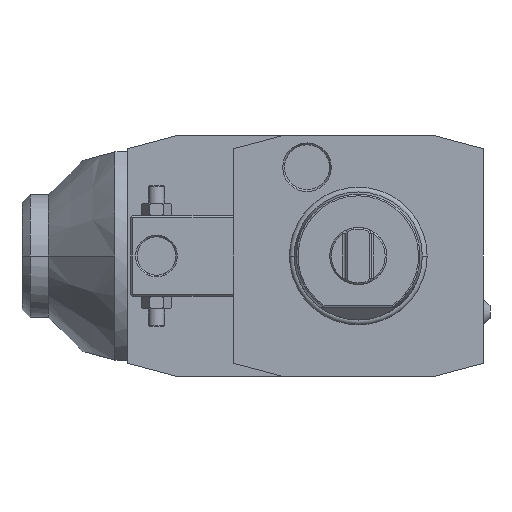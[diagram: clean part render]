
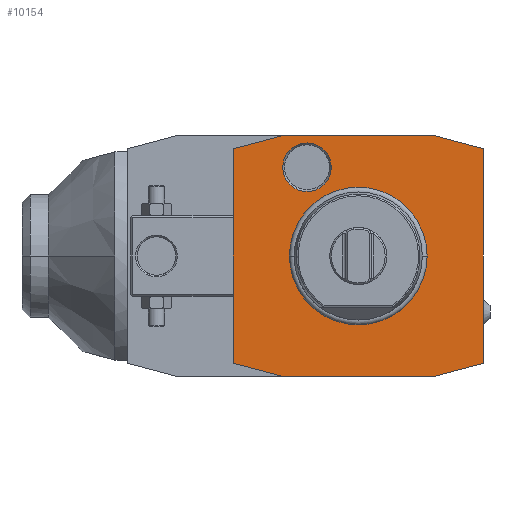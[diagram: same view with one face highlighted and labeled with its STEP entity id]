
A CAD part, front view. The second image highlights one B-rep face of the part: STEP entity #10154.
In plain terms, the highlighted planar face has unit normal (0, -1, 0).
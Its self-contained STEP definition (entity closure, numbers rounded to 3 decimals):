
#1=DIRECTION('',(0.966,0.,0.259));
#2=VECTOR('',#1,15.529);
#3=CARTESIAN_POINT('',(24.,0.,-37.5));
#4=LINE('',#3,#2);
#5=DIRECTION('',(1.,0.,0.));
#6=VECTOR('',#5,48.);
#7=CARTESIAN_POINT('',(-24.,0.,-37.5));
#8=LINE('',#7,#6);
#9=DIRECTION('',(0.966,0.,-0.259));
#10=VECTOR('',#9,15.529);
#11=CARTESIAN_POINT('',(-39.,0.,-33.481));
#12=LINE('',#11,#10);
#13=DIRECTION('',(0.,0.,-1.));
#14=VECTOR('',#13,66.962);
#15=CARTESIAN_POINT('',(-39.,0.,33.481));
#16=LINE('',#15,#14);
#17=DIRECTION('',(-0.966,0.,-0.259));
#18=VECTOR('',#17,15.529);
#19=CARTESIAN_POINT('',(-24.,0.,37.5));
#20=LINE('',#19,#18);
#21=DIRECTION('',(-1.,0.,0.));
#22=VECTOR('',#21,48.);
#23=CARTESIAN_POINT('',(24.,0.,37.5));
#24=LINE('',#23,#22);
#25=DIRECTION('',(-0.966,0.,0.259));
#26=VECTOR('',#25,15.529);
#27=CARTESIAN_POINT('',(39.,0.,33.481));
#28=LINE('',#27,#26);
#29=DIRECTION('',(0.,0.,1.));
#30=VECTOR('',#29,66.962);
#31=CARTESIAN_POINT('',(39.,0.,-33.481));
#32=LINE('',#31,#30);
#33=CARTESIAN_POINT('',(-16.,0.,27.713));
#34=DIRECTION('',(0.,1.,0.));
#35=DIRECTION('',(-1.,0.,0.));
#36=AXIS2_PLACEMENT_3D('',#33,#34,#35);
#38=CARTESIAN_POINT('',(-16.,0.,27.713));
#39=DIRECTION('',(0.,1.,0.));
#40=DIRECTION('',(1.,0.,0.));
#41=AXIS2_PLACEMENT_3D('',#38,#39,#40);
#7562=CARTESIAN_POINT('',(0.,0.,0.));
#7563=DIRECTION('',(0.,-1.,0.));
#7564=DIRECTION('',(1.,0.,0.));
#7565=AXIS2_PLACEMENT_3D('',#7562,#7563,#7564);
#7567=CARTESIAN_POINT('',(0.,0.,0.));
#7568=DIRECTION('',(0.,-1.,0.));
#7569=DIRECTION('',(-1.,0.,0.));
#7570=AXIS2_PLACEMENT_3D('',#7567,#7568,#7569);
#9117=CARTESIAN_POINT('',(-23.577,0.,
27.713));
#9118=CARTESIAN_POINT('',(-8.423,0.,
27.713));
#9119=VERTEX_POINT('',#9117);
#9120=VERTEX_POINT('',#9118);
#9931=CARTESIAN_POINT('',(24.,0.,-37.5));
#9932=CARTESIAN_POINT('',(39.,0.,-33.481));
#9933=VERTEX_POINT('',#9931);
#9934=VERTEX_POINT('',#9932);
#9935=CARTESIAN_POINT('',(39.,0.,33.481));
#9936=VERTEX_POINT('',#9935);
#9937=CARTESIAN_POINT('',(24.,0.,37.5));
#9938=VERTEX_POINT('',#9937);
#9939=CARTESIAN_POINT('',(-24.,0.,37.5));
#9940=VERTEX_POINT('',#9939);
#9941=CARTESIAN_POINT('',(-39.,0.,33.481));
#9942=VERTEX_POINT('',#9941);
#9943=CARTESIAN_POINT('',(-39.,0.,-33.481));
#9944=VERTEX_POINT('',#9943);
#9945=CARTESIAN_POINT('',(-24.,0.,-37.5));
#9946=VERTEX_POINT('',#9945);
#9963=CARTESIAN_POINT('',(21.137,0.,0.));
#9964=CARTESIAN_POINT('',(-21.137,0.,0.));
#9965=VERTEX_POINT('',#9963);
#9966=VERTEX_POINT('',#9964);
#10119=CARTESIAN_POINT('',(0.,0.,0.));
#10120=DIRECTION('',(0.,-1.,0.));
#10121=DIRECTION('',(-1.,0.,0.));
#10122=AXIS2_PLACEMENT_3D('',#10119,#10120,#10121);
#10123=PLANE('',#10122);
#10125=ORIENTED_EDGE('',*,*,#10124,.F.);
#10127=ORIENTED_EDGE('',*,*,#10126,.F.);
#10129=ORIENTED_EDGE('',*,*,#10128,.F.);
#10131=ORIENTED_EDGE('',*,*,#10130,.F.);
#10133=ORIENTED_EDGE('',*,*,#10132,.F.);
#10135=ORIENTED_EDGE('',*,*,#10134,.F.);
#10137=ORIENTED_EDGE('',*,*,#10136,.F.);
#10139=ORIENTED_EDGE('',*,*,#10138,.F.);
#10140=EDGE_LOOP('',(#10125,#10127,#10129,#10131,#10133,#10135,#10137,#10139));
#10141=FACE_OUTER_BOUND('',#10140,.F.);
#10143=ORIENTED_EDGE('',*,*,#10142,.T.);
#10145=ORIENTED_EDGE('',*,*,#10144,.T.);
#10146=EDGE_LOOP('',(#10143,#10145));
#10147=FACE_BOUND('',#10146,.F.);
#10149=ORIENTED_EDGE('',*,*,#10148,.F.);
#10151=ORIENTED_EDGE('',*,*,#10150,.F.);
#10152=EDGE_LOOP('',(#10149,#10151));
#10153=FACE_BOUND('',#10152,.F.);
#37=CIRCLE('',#36,7.577);
#42=CIRCLE('',#41,7.577);
#7566=CIRCLE('',#7565,21.137);
#7571=CIRCLE('',#7570,21.137);
#10124=EDGE_CURVE('',#9933,#9934,#4,.T.);
#10126=EDGE_CURVE('',#9946,#9933,#8,.T.);
#10128=EDGE_CURVE('',#9944,#9946,#12,.T.);
#10130=EDGE_CURVE('',#9942,#9944,#16,.T.);
#10132=EDGE_CURVE('',#9940,#9942,#20,.T.);
#10134=EDGE_CURVE('',#9938,#9940,#24,.T.);
#10136=EDGE_CURVE('',#9936,#9938,#28,.T.);
#10138=EDGE_CURVE('',#9934,#9936,#32,.T.);
#10142=EDGE_CURVE('',#9965,#9966,#7566,.T.);
#10144=EDGE_CURVE('',#9966,#9965,#7571,.T.);
#10148=EDGE_CURVE('',#9119,#9120,#37,.T.);
#10150=EDGE_CURVE('',#9120,#9119,#42,.T.);
#10154=ADVANCED_FACE('',(#10141,#10147,#10153),#10123,.T.);
